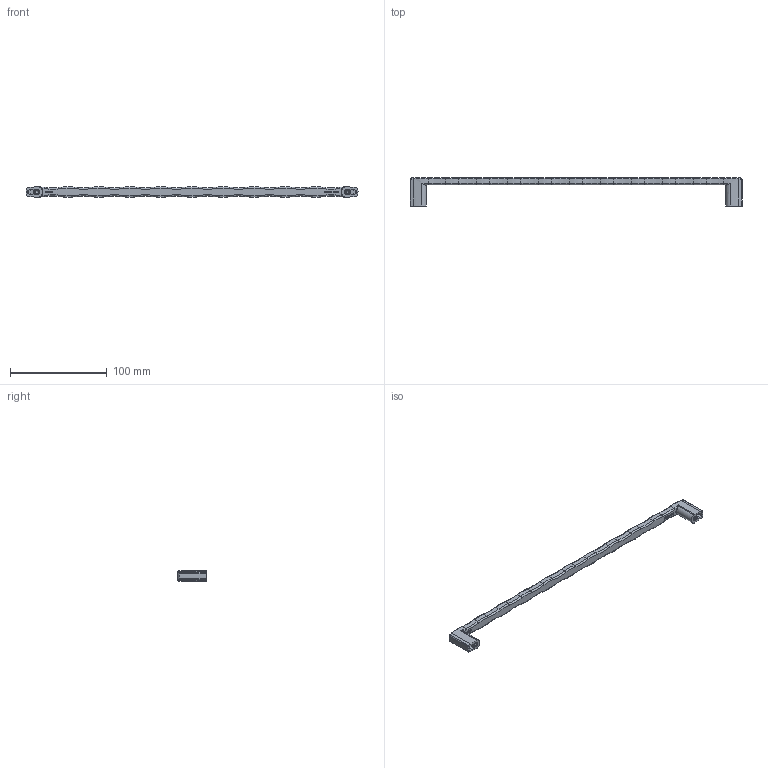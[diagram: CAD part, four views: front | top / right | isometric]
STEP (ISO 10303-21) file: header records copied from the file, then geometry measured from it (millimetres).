
FILE_DESCRIPTION(('Creo Elements/Direct Modeling STEP Export'),'2;1');
FILE_NAME('2679-343.stp','2025-06-23T15:46:27',(''),(''),'Creo Elements/Direct Modeling STEP processor for AP214 (Solid Model)','Creo Elements/Direct Modeling 20.0 12-Nov-2016 (C) Parametric Technology GmbH','');
FILE_SCHEMA(('AUTOMOTIVE_DESIGN { 1 0 10303 214 1 1 1 1 }'));
Length unit declared in the file: millimetre
Products named in the file (2): ZN-12573
Assembly tree (1 placements, depth 2):
  ZN-12573
    ZN-12573
Bounding box: 342.98 x 29 x 10.89 mm (x, y, z)
Volume: 27798.1 mm3; surface area: 14349.9 mm2
Topology: 1 solids, 1 shells, 776 faces, 2149 edges, 1388 vertices
Faces by surface type: plane 582, cylinder 72, bspline 69, torus 37, cone 16
Entity records: 37865 total; most frequent: CARTESIAN_POINT 18215, ORIENTED_EDGE 4282, DIRECTION 3982, EDGE_CURVE 2141, VERTEX_POINT 1388, AXIS2_PLACEMENT_3D 1355, VECTOR 1272, LINE 1272
